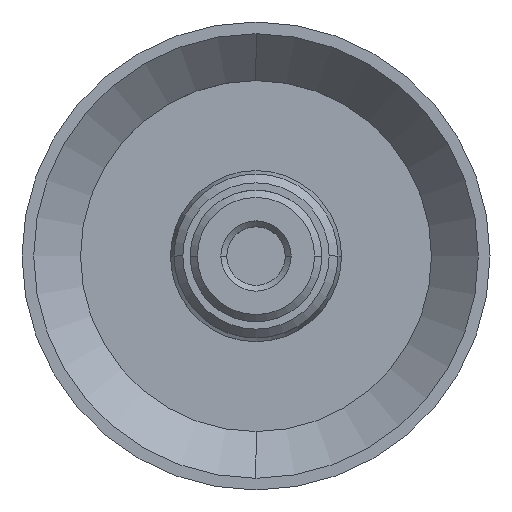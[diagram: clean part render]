
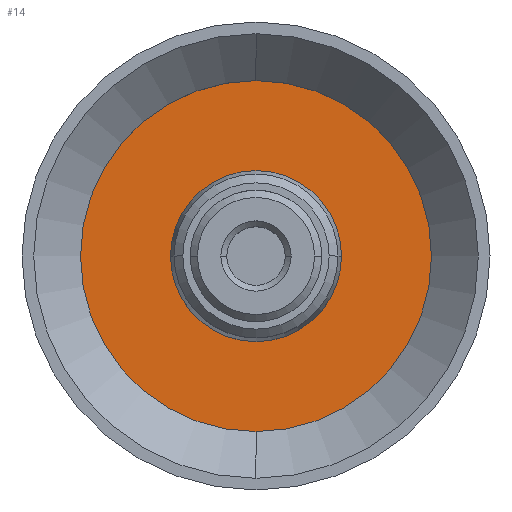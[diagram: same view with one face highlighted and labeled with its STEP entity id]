
A CAD part, top view. The second image highlights one B-rep face of the part: STEP entity #14.
In plain terms, the highlighted planar face has unit normal (0, 0, 1).
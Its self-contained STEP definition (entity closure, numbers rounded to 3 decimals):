
#14 = ADVANCED_FACE ( 'NONE', ( #3017, #948 ), #3540, .F. ) ;
#180 = DIRECTION ( 'NONE',  ( -1., 0., 0. ) ) ;
#201 = DIRECTION ( 'NONE',  ( 0., 0., -1. ) ) ;
#369 = AXIS2_PLACEMENT_3D ( 'NONE', #721, #3574, #1111 ) ;
#395 = VERTEX_POINT ( 'NONE', #4234 ) ;
#721 = CARTESIAN_POINT ( 'NONE',  ( 0., 0., 5.417 ) ) ;
#759 = CIRCLE ( 'NONE', #369, 6. ) ;
#791 = CARTESIAN_POINT ( 'NONE',  ( 0., 0., 5.417 ) ) ;
#859 = DIRECTION ( 'NONE',  ( 0., 0., 1. ) ) ;
#886 = ORIENTED_EDGE ( 'NONE', *, *, #1544, .F. ) ;
#948 = FACE_OUTER_BOUND ( 'NONE', #2809, .T. ) ;
#1111 = DIRECTION ( 'NONE',  ( -1., 0., 0. ) ) ;
#1187 = DIRECTION ( 'NONE',  ( -1., 0., 0. ) ) ;
#1226 = CARTESIAN_POINT ( 'NONE',  ( 0., 0., 5.417 ) ) ;
#1433 = CARTESIAN_POINT ( 'NONE',  ( -2.925, 0., 5.417 ) ) ;
#1544 = EDGE_CURVE ( 'NONE', #395, #4519, #1553, .T. ) ;
#1553 = CIRCLE ( 'NONE', #2098, 2.925 ) ;
#1989 = ORIENTED_EDGE ( 'NONE', *, *, #4109, .F. ) ;
#2079 = DIRECTION ( 'NONE',  ( -1., 0., 0. ) ) ;
#2098 = AXIS2_PLACEMENT_3D ( 'NONE', #1226, #859, #2079 ) ;
#2322 = EDGE_LOOP ( 'NONE', ( #886, #3135 ) ) ;
#2546 = AXIS2_PLACEMENT_3D ( 'NONE', #3928, #201, #4636 ) ;
#2613 = DIRECTION ( 'NONE',  ( 0., 0., 1. ) ) ;
#2725 = EDGE_CURVE ( 'NONE', #3751, #4279, #759, .T. ) ;
#2809 = EDGE_LOOP ( 'NONE', ( #1989, #4497 ) ) ;
#2942 = AXIS2_PLACEMENT_3D ( 'NONE', #5009, #2613, #180 ) ;
#3017 = FACE_BOUND ( 'NONE', #2322, .T. ) ;
#3135 = ORIENTED_EDGE ( 'NONE', *, *, #3680, .F. ) ;
#3341 = CARTESIAN_POINT ( 'NONE',  ( 0., -6., 5.417 ) ) ;
#3540 = PLANE ( 'NONE',  #2546 ) ;
#3574 = DIRECTION ( 'NONE',  ( 0., 0., -1. ) ) ;
#3650 = DIRECTION ( 'NONE',  ( 0., 0., -1. ) ) ;
#3670 = CIRCLE ( 'NONE', #4521, 6. ) ;
#3680 = EDGE_CURVE ( 'NONE', #4519, #395, #4843, .T. ) ;
#3751 = VERTEX_POINT ( 'NONE', #3914 ) ;
#3914 = CARTESIAN_POINT ( 'NONE',  ( 0., 6., 5.417 ) ) ;
#3928 = CARTESIAN_POINT ( 'NONE',  ( 0., 0., 5.417 ) ) ;
#4109 = EDGE_CURVE ( 'NONE', #4279, #3751, #3670, .T. ) ;
#4234 = CARTESIAN_POINT ( 'NONE',  ( 2.925, 0., 5.417 ) ) ;
#4279 = VERTEX_POINT ( 'NONE', #3341 ) ;
#4497 = ORIENTED_EDGE ( 'NONE', *, *, #2725, .F. ) ;
#4519 = VERTEX_POINT ( 'NONE', #1433 ) ;
#4521 = AXIS2_PLACEMENT_3D ( 'NONE', #791, #3650, #1187 ) ;
#4636 = DIRECTION ( 'NONE',  ( -1., 0., 0. ) ) ;
#4843 = CIRCLE ( 'NONE', #2942, 2.925 ) ;
#5009 = CARTESIAN_POINT ( 'NONE',  ( 0., 0., 5.417 ) ) ;
